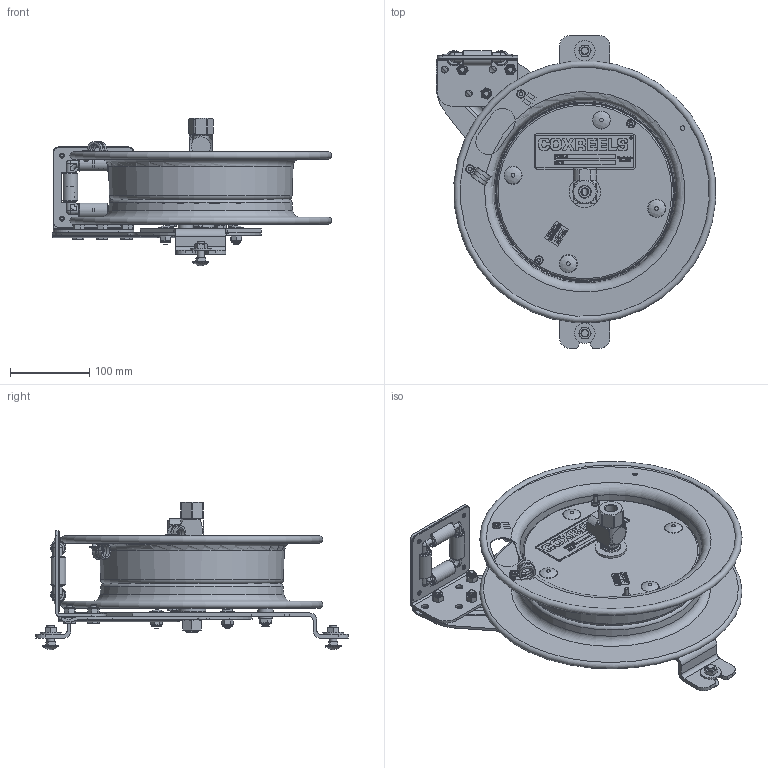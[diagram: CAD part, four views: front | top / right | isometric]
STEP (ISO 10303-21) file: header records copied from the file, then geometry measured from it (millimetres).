
FILE_DESCRIPTION(/* description */ (''),/* implementation_level */ '2;1');
FILE_NAME(/* name */ 'SG13L-L325_SHARED.stp',/* time_stamp */ '2020-02-13T08:31:15-07:00',/* author */ ('NMelton'),/* organization */ (''),/* preprocessor_version */ 'ST-DEVELOPER v17',/* originating_system */ 'Autodesk Inventor 2019',/* authorisation */ '');
FILE_SCHEMA (('AUTOMOTIVE_DESIGN { 1 0 10303 214 3 1 1 }'));
Products named in the file (1): SG13L-L325_SHARED
Bounding box: 351.47 x 393.7 x 185.45 mm (x, y, z)
Surface area: 698540.1 mm2 (no closed solid volume)
Topology: 0 solids, 129 shells, 2476 faces, 10729 edges, 8042 vertices
Faces by surface type: plane 1300, bspline 465, cylinder 461, cone 146, torus 63, sphere 41
Full cylindrical faces by diameter (mm): 2.032 x1, 2.159 x2, 2.54 x1, 3.048 x1, 3.962 x2, 4.699 x4, 4.826 x6, 5.08 x1, 5.182 x2, 5.556 x4, 5.588 x3, 6.35 x5, 7.938 x3, 8.731 x3, 8.733 x4, 8.89 x2, 9.525 x2, 11.379 x2, 11.43 x3, 12.192 x8, 12.548 x1, 13.492 x1, 14.224 x1, 14.859 x1, 15.875 x1, 17.882 x1, 19.05 x6, 20.574 x1, 20.625 x1, 25.959 x2
Entity records: 117525 total; most frequent: CARTESIAN_POINT 35029, ORIENTED_EDGE 15687, DIRECTION 13943, EDGE_CURVE 10689, VERTEX_POINT 8043, LINE 6261, VECTOR 6261, AXIS2_PLACEMENT_3D 3841
